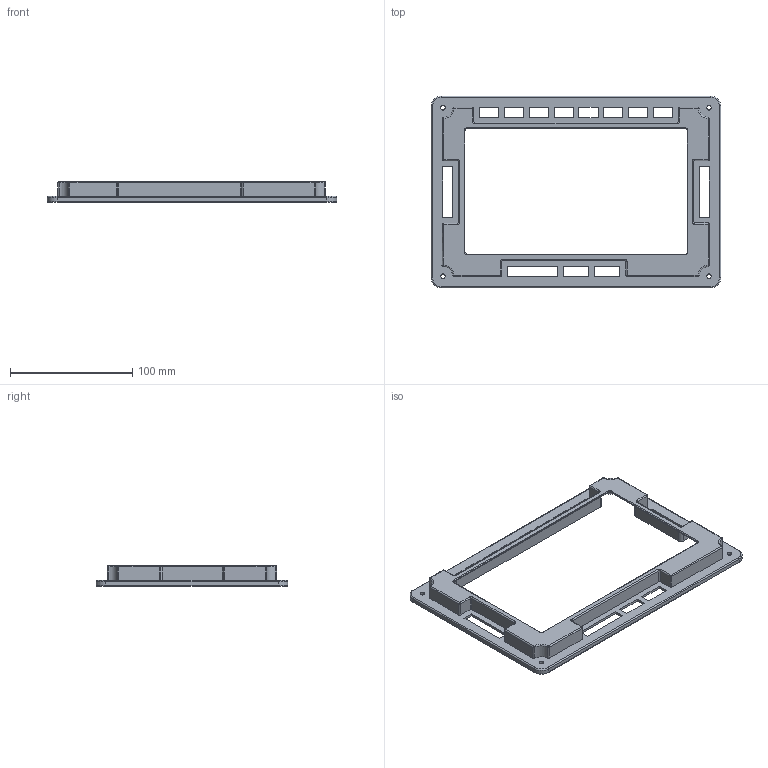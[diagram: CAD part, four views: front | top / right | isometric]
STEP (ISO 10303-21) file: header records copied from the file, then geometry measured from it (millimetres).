
FILE_DESCRIPTION(/* description */ (''),/* implementation_level */ '2;1');
FILE_NAME(/* name */ 'Board v13b.step',/* time_stamp */ '2025-09-10T13:56:35-07:00',/* author */ (''),/* organization */ (''),/* preprocessor_version */ 'ST-DEVELOPER v20.1',/* originating_system */ 'Autodesk Translation Framework v14.10.0.0',/* authorisation */ '');
FILE_SCHEMA (('AUTOMOTIVE_DESIGN { 1 0 10303 214 3 1 1 }'));
Length unit declared in the file: millimetre
Products named in the file (1): Board
Bounding box: 237 x 157 x 17 mm (x, y, z)
Volume: 51825.2 mm3; surface area: 58545.4 mm2
Topology: 1 solids, 1 shells, 242 faces, 623 edges, 386 vertices
Faces by surface type: plane 113, cylinder 89, torus 24, sphere 16
Full cylindrical faces by diameter (mm): 3.64 x3
Entity records: 7415 total; most frequent: DIRECTION 1319, CARTESIAN_POINT 1252, ORIENTED_EDGE 1246, EDGE_CURVE 623, AXIS2_PLACEMENT_3D 453, LINE 413, VECTOR 413, VERTEX_POINT 386
